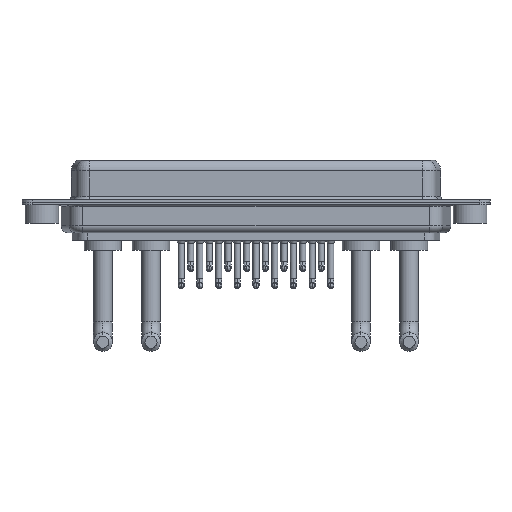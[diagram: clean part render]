
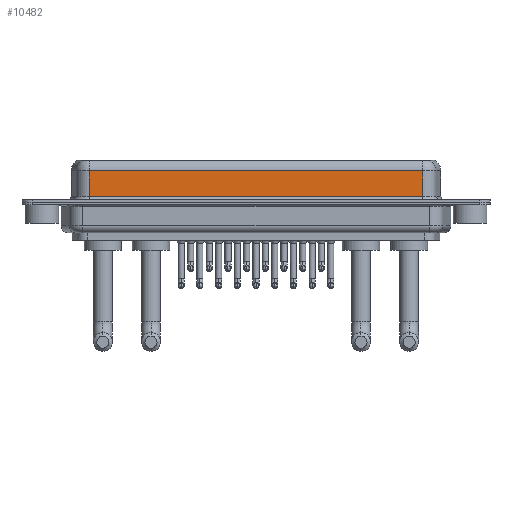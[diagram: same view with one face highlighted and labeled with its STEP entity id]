
A CAD part, front view. The second image highlights one B-rep face of the part: STEP entity #10482.
In plain terms, the highlighted planar face has unit normal (0, -1, 0).
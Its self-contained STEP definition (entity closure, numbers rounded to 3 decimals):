
#110 = DIRECTION ( 'NONE',  ( 0., 0., -1. ) ) ;
#197 = DIRECTION ( 'NONE',  ( 1., 0., 0. ) ) ;
#666 = VERTEX_POINT ( 'NONE', #3709 ) ;
#719 = LINE ( 'NONE', #4485, #12727 ) ;
#1067 = FACE_OUTER_BOUND ( 'NONE', #9687, .T. ) ;
#1748 = CARTESIAN_POINT ( 'NONE',  ( 56.462, -3.95, 0.9 ) ) ;
#2406 = CARTESIAN_POINT ( 'NONE',  ( 56.462, -3.95, 4.65 ) ) ;
#2615 = VERTEX_POINT ( 'NONE', #9146 ) ;
#2941 = EDGE_CURVE ( 'NONE', #2615, #666, #8568, .T. ) ;
#3709 = CARTESIAN_POINT ( 'NONE',  ( 56.462, -3.95, 0.9 ) ) ;
#4049 = DIRECTION ( 'NONE',  ( 0., 0., -1. ) ) ;
#4485 = CARTESIAN_POINT ( 'NONE',  ( 7.038, -3.95, 6.4 ) ) ;
#5088 = LINE ( 'NONE', #1748, #6854 ) ;
#5212 = VECTOR ( 'NONE', #9312, 1000. ) ;
#5321 = CARTESIAN_POINT ( 'NONE',  ( 56.462, -3.95, 6.4 ) ) ;
#6296 = PLANE ( 'NONE',  #15885 ) ;
#6544 = ORIENTED_EDGE ( 'NONE', *, *, #2941, .F. ) ;
#6854 = VECTOR ( 'NONE', #197, 1000. ) ;
#8550 = CARTESIAN_POINT ( 'NONE',  ( 7.038, -3.95, 4.65 ) ) ;
#8568 = LINE ( 'NONE', #5321, #14253 ) ;
#8723 = ORIENTED_EDGE ( 'NONE', *, *, #21288, .T. ) ;
#9146 = CARTESIAN_POINT ( 'NONE',  ( 56.462, -3.95, 4.65 ) ) ;
#9312 = DIRECTION ( 'NONE',  ( -1., 0., 0. ) ) ;
#9687 = EDGE_LOOP ( 'NONE', ( #6544, #21709, #8723, #19520 ) ) ;
#9930 = CARTESIAN_POINT ( 'NONE',  ( 7.038, -3.95, 0.9 ) ) ;
#10171 = EDGE_CURVE ( 'NONE', #2615, #20534, #14090, .T. ) ;
#10482 = ADVANCED_FACE ( 'NONE', ( #1067 ), #6296, .F. ) ;
#12727 = VECTOR ( 'NONE', #4049, 1000. ) ;
#13396 = DIRECTION ( 'NONE',  ( 0., 1., 0. ) ) ;
#14090 = LINE ( 'NONE', #2406, #5212 ) ;
#14207 = EDGE_CURVE ( 'NONE', #15692, #666, #5088, .T. ) ;
#14253 = VECTOR ( 'NONE', #110, 1000. ) ;
#15076 = DIRECTION ( 'NONE',  ( 0., 0., 1. ) ) ;
#15692 = VERTEX_POINT ( 'NONE', #9930 ) ;
#15885 = AXIS2_PLACEMENT_3D ( 'NONE', #20197, #13396, #15076 ) ;
#19520 = ORIENTED_EDGE ( 'NONE', *, *, #14207, .T. ) ;
#20197 = CARTESIAN_POINT ( 'NONE',  ( 56.462, -3.95, 6.4 ) ) ;
#20534 = VERTEX_POINT ( 'NONE', #8550 ) ;
#21288 = EDGE_CURVE ( 'NONE', #20534, #15692, #719, .T. ) ;
#21709 = ORIENTED_EDGE ( 'NONE', *, *, #10171, .T. ) ;
